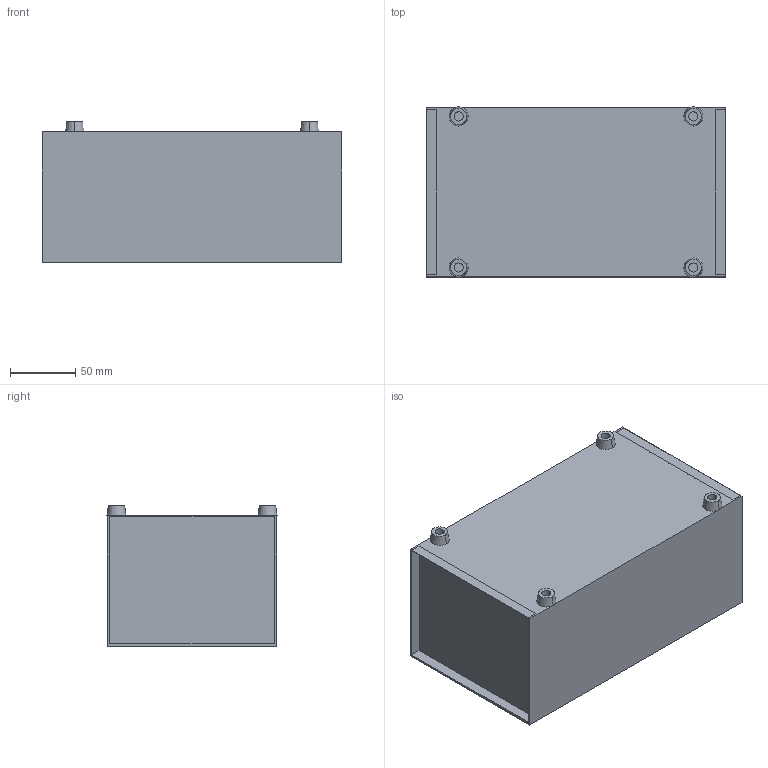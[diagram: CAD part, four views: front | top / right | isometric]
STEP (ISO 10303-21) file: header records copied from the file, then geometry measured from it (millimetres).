
FILE_DESCRIPTION (( 'STEP AP214' ), '1' );
FILE_NAME ('燭赽掙諷秶ん.STEP', '2024-01-29T09:46:09', ( '' ), ( '' ), 'SwSTEP 2.0', 'SolidWorks 2020', '' );
FILE_SCHEMA (( 'AUTOMOTIVE_DESIGN' ));
Length unit declared in the file: millimetre
Products named in the file (1): 燭赽掙諷秶ん
Bounding box: 230 x 130.5 x 107.8 mm (x, y, z)
Volume: 2788980.1 mm3; surface area: 154922.7 mm2
Topology: 2 solids, 2 shells, 2557 faces, 7276 edges, 4848 vertices
Faces by surface type: plane 1425, bspline 1112, cylinder 12, cone 8
Entity records: 125918 total; most frequent: CARTESIAN_POINT 66794, ORIENTED_EDGE 14552, DIRECTION 7992, EDGE_CURVE 7276, LINE 5004, VECTOR 5004, VERTEX_POINT 4848, EDGE_LOOP 2720
